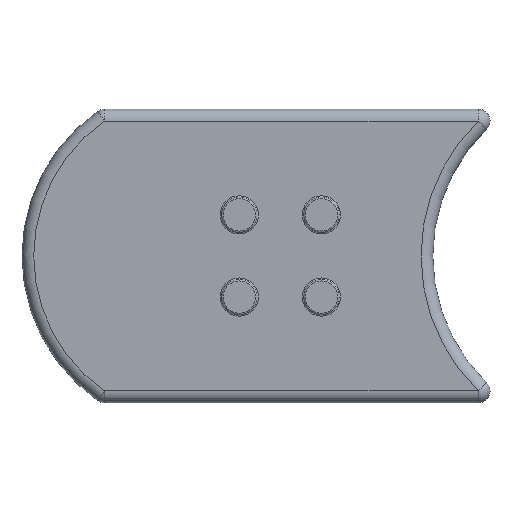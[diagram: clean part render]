
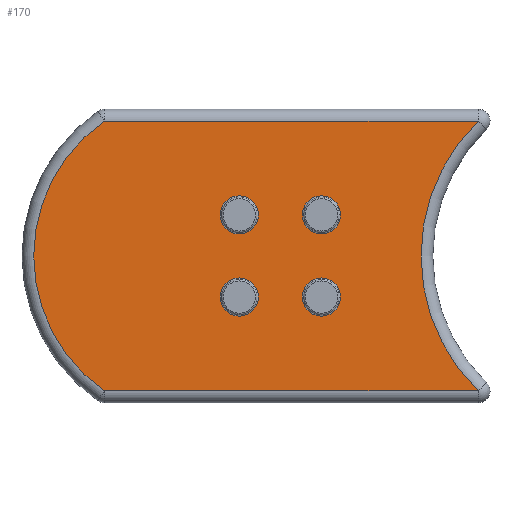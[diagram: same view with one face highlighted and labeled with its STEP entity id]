
A CAD part, top view. The second image highlights one B-rep face of the part: STEP entity #170.
In plain terms, the highlighted planar face has unit normal (0, 0, 1).
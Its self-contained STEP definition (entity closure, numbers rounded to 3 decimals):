
#40=PLANE('',#705);
#65=LINE('',#1021,#83);
#68=LINE('',#1047,#86);
#83=VECTOR('',#808,1.);
#86=VECTOR('',#843,1.);
#170=ADVANCED_FACE('',(#209,#210,#211,#212,#213),#40,.T.);
#209=FACE_BOUND('',#275,.T.);
#210=FACE_BOUND('',#276,.T.);
#211=FACE_BOUND('',#277,.T.);
#212=FACE_BOUND('',#278,.T.);
#213=FACE_BOUND('',#279,.T.);
#275=EDGE_LOOP('',(#418));
#276=EDGE_LOOP('',(#419));
#277=EDGE_LOOP('',(#420));
#278=EDGE_LOOP('',(#421));
#279=EDGE_LOOP('',(#422,#423,#424,#425));
#418=ORIENTED_EDGE('',*,*,#558,.T.);
#419=ORIENTED_EDGE('',*,*,#559,.T.);
#420=ORIENTED_EDGE('',*,*,#560,.T.);
#421=ORIENTED_EDGE('',*,*,#561,.T.);
#422=ORIENTED_EDGE('',*,*,#542,.T.);
#423=ORIENTED_EDGE('',*,*,#532,.T.);
#424=ORIENTED_EDGE('',*,*,#528,.T.);
#425=ORIENTED_EDGE('',*,*,#538,.T.);
#469=VERTEX_POINT('',#1012);
#473=VERTEX_POINT('',#1020);
#474=VERTEX_POINT('',#1025);
#479=VERTEX_POINT('',#1040);
#485=VERTEX_POINT('',#1084);
#486=VERTEX_POINT('',#1086);
#487=VERTEX_POINT('',#1088);
#488=VERTEX_POINT('',#1090);
#528=EDGE_CURVE('',#469,#473,#65,.T.);
#532=EDGE_CURVE('',#474,#469,#599,.T.);
#538=EDGE_CURVE('',#473,#479,#605,.T.);
#542=EDGE_CURVE('',#479,#474,#68,.T.);
#558=EDGE_CURVE('',#485,#485,#613,.T.);
#559=EDGE_CURVE('',#486,#486,#614,.T.);
#560=EDGE_CURVE('',#487,#487,#615,.T.);
#561=EDGE_CURVE('',#488,#488,#616,.T.);
#599=CIRCLE('',#667,32.);
#605=CIRCLE('',#676,28.);
#613=CIRCLE('',#701,3.25);
#614=CIRCLE('',#702,3.25);
#615=CIRCLE('',#703,3.25);
#616=CIRCLE('',#704,3.25);
#667=AXIS2_PLACEMENT_3D('',#1028,#816,#817);
#676=AXIS2_PLACEMENT_3D('',#1041,#834,#835);
#701=AXIS2_PLACEMENT_3D('',#1083,#896,#897);
#702=AXIS2_PLACEMENT_3D('',#1085,#898,#899);
#703=AXIS2_PLACEMENT_3D('',#1087,#900,#901);
#704=AXIS2_PLACEMENT_3D('',#1089,#902,#903);
#705=AXIS2_PLACEMENT_3D('',#1091,#904,#905);
#808=DIRECTION('',(-1.,0.,0.));
#816=DIRECTION('',(0.,0.,-1.));
#817=DIRECTION('',(1.,0.,0.));
#834=DIRECTION('',(0.,0.,1.));
#835=DIRECTION('',(1.,0.,0.));
#843=DIRECTION('',(1.,0.,0.));
#896=DIRECTION('',(0.,0.,-1.));
#897=DIRECTION('',(1.,0.,0.));
#898=DIRECTION('',(0.,0.,-1.));
#899=DIRECTION('',(1.,0.,0.));
#900=DIRECTION('',(0.,0.,-1.));
#901=DIRECTION('',(1.,0.,0.));
#902=DIRECTION('',(0.,0.,-1.));
#903=DIRECTION('',(1.,0.,0.));
#904=DIRECTION('',(0.,0.,1.));
#905=DIRECTION('',(1.,0.,0.));
#1012=CARTESIAN_POINT('',(64.335,-2.,5.));
#1020=CARTESIAN_POINT('',(0.614,-2.,5.));
#1021=CARTESIAN_POINT('',(35.,-2.,5.));
#1025=CARTESIAN_POINT('',(64.335,-48.,5.));
#1028=CARTESIAN_POINT('',(86.583,-25.,5.));
#1040=CARTESIAN_POINT('',(0.614,-48.,5.));
#1041=CARTESIAN_POINT('',(16.583,-25.,5.));
#1047=CARTESIAN_POINT('',(35.,-48.,5.));
#1083=CARTESIAN_POINT('',(37.614,-32.,5.));
#1084=CARTESIAN_POINT('',(40.864,-32.,5.));
#1085=CARTESIAN_POINT('',(37.614,-18.,5.));
#1086=CARTESIAN_POINT('',(40.864,-18.,5.));
#1087=CARTESIAN_POINT('',(23.614,-32.,5.));
#1088=CARTESIAN_POINT('',(26.864,-32.,5.));
#1089=CARTESIAN_POINT('',(23.614,-18.,5.));
#1090=CARTESIAN_POINT('',(26.864,-18.,5.));
#1091=CARTESIAN_POINT('',(35.,-25.,5.));
